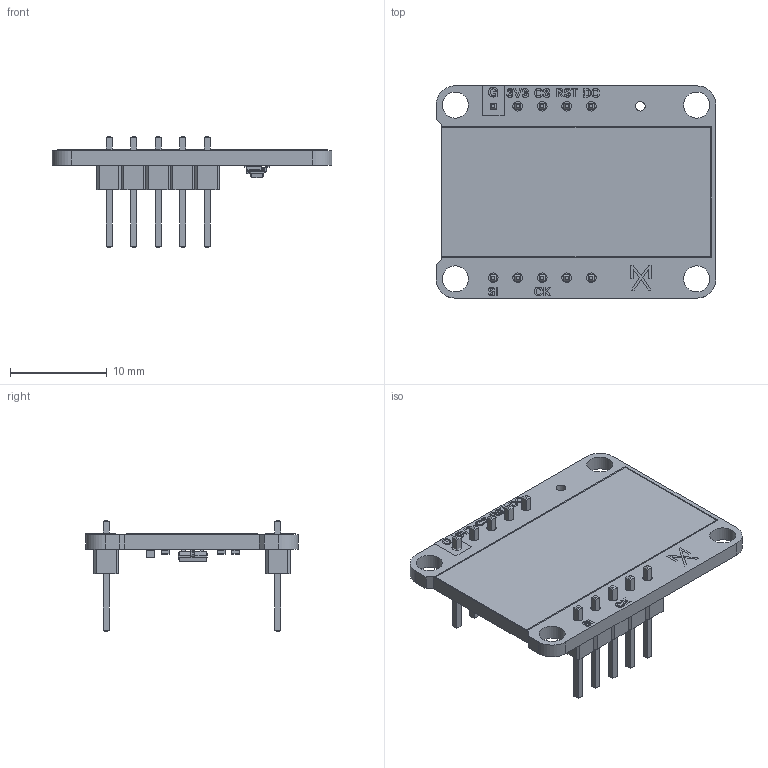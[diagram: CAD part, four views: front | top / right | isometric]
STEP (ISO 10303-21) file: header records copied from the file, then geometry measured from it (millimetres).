
FILE_DESCRIPTION(('KiCad electronic assembly'),'2;1');
FILE_NAME('STP_AX22_0034.step','2025-07-08T01:30:52',('Pcbnew'),('Kicad' ),'Open CASCADE STEP processor 7.8','KiCad to STEP converter', 'Unknown');
FILE_SCHEMA(('AUTOMOTIVE_DESIGN { 1 0 10303 214 1 1 1 1 }'));
Length unit declared in the file: millimetre
Products named in the file (7): STP_AX22_0034 1; PinHeader_1x05_P2.54mm_Vertical; R_0603_1608Metric; SOT-23; C_0603_1608Metric; AX22_IPS-LCD-0.96_silkscreen; AX22_IPS-LCD-0.96_PCB
Assembly tree (9 placements, depth 2):
  STP_AX22_0034 1
    PinHeader_1x05_P2.54mm_Vertical  x2
    R_0603_1608Metric  x3
    SOT-23
    C_0603_1608Metric
    AX22_IPS-LCD-0.96_silkscreen
    AX22_IPS-LCD-0.96_PCB
Bounding box: 29 x 22 x 11.54 mm (x, y, z)
Volume: 1102.7 mm3; surface area: 2045.9 mm2
Topology: 8 solids, 72 shells, 523 faces, 2840 edges, 2419 vertices
Faces by surface type: plane 429, cylinder 67, bspline 27
Full cylindrical faces by diameter (mm): 1 x11, 2.7 x4
Entity records: 25251 total; most frequent: CARTESIAN_POINT 5025, DIRECTION 3439, ORIENTED_EDGE 3105, EDGE_CURVE 2408, VERTEX_POINT 2147, LINE 1973, VECTOR 1973, AXIS2_PLACEMENT_3D 733
